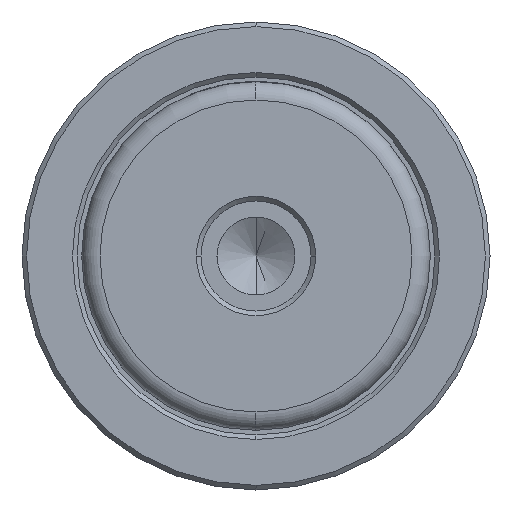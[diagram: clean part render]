
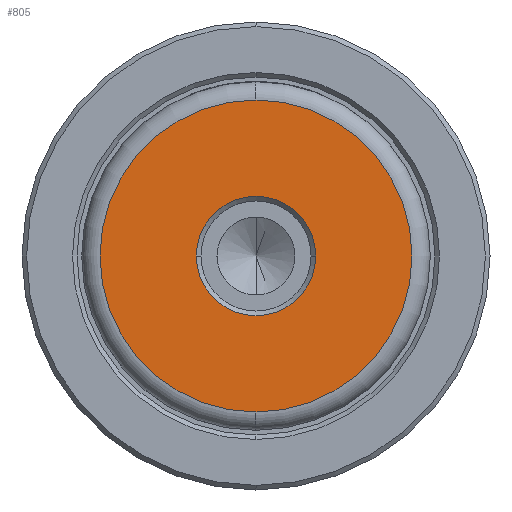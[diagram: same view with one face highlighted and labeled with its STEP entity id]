
A CAD part, left-side view. The second image highlights one B-rep face of the part: STEP entity #805.
In plain terms, the highlighted planar face has unit normal (-1, 0, 0).
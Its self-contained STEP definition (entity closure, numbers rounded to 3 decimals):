
#15 = EDGE_CURVE ( 'NONE', #45, #445, #429, .T. ) ;
#45 = VERTEX_POINT ( 'NONE', #1966 ) ;
#149 = DIRECTION ( 'NONE',  ( -1., 0., 0. ) ) ;
#237 = CIRCLE ( 'NONE', #2276, 6.5 ) ;
#271 = DIRECTION ( 'NONE',  ( -1., 0., 0. ) ) ;
#302 = DIRECTION ( 'NONE',  ( 1., 0., 0. ) ) ;
#417 = ORIENTED_EDGE ( 'NONE', *, *, #15, .T. ) ;
#429 = CIRCLE ( 'NONE', #1478, 16.997 ) ;
#445 = VERTEX_POINT ( 'NONE', #1332 ) ;
#464 = FACE_OUTER_BOUND ( 'NONE', #855, .T. ) ;
#502 = DIRECTION ( 'NONE',  ( -1., 0., 0. ) ) ;
#591 = VERTEX_POINT ( 'NONE', #1814 ) ;
#599 = EDGE_CURVE ( 'NONE', #445, #45, #1354, .T. ) ;
#686 = CARTESIAN_POINT ( 'NONE',  ( 0., 0., 0. ) ) ;
#731 = AXIS2_PLACEMENT_3D ( 'NONE', #1251, #149, #1452 ) ;
#805 = ADVANCED_FACE ( 'NONE', ( #2341, #464 ), #869, .T. ) ;
#855 = EDGE_LOOP ( 'NONE', ( #2363, #417 ) ) ;
#869 = PLANE ( 'NONE',  #1302 ) ;
#937 = ORIENTED_EDGE ( 'NONE', *, *, #1103, .T. ) ;
#1053 = CIRCLE ( 'NONE', #1209, 6.5 ) ;
#1063 = DIRECTION ( 'NONE',  ( 0., 0., 1. ) ) ;
#1081 = DIRECTION ( 'NONE',  ( 1., 0., 0. ) ) ;
#1103 = EDGE_CURVE ( 'NONE', #2374, #591, #237, .T. ) ;
#1209 = AXIS2_PLACEMENT_3D ( 'NONE', #2202, #1081, #2396 ) ;
#1251 = CARTESIAN_POINT ( 'NONE',  ( 0., 0., 0. ) ) ;
#1264 = CARTESIAN_POINT ( 'NONE',  ( 0., -6.5, 0. ) ) ;
#1302 = AXIS2_PLACEMENT_3D ( 'NONE', #686, #502, #1063 ) ;
#1332 = CARTESIAN_POINT ( 'NONE',  ( 0., 0., 16.997 ) ) ;
#1354 = CIRCLE ( 'NONE', #731, 16.997 ) ;
#1410 = CARTESIAN_POINT ( 'NONE',  ( 0., 0., 0. ) ) ;
#1444 = EDGE_CURVE ( 'NONE', #591, #2374, #1053, .T. ) ;
#1445 = ORIENTED_EDGE ( 'NONE', *, *, #1444, .T. ) ;
#1452 = DIRECTION ( 'NONE',  ( 0., 0., 1. ) ) ;
#1478 = AXIS2_PLACEMENT_3D ( 'NONE', #2116, #271, #1573 ) ;
#1573 = DIRECTION ( 'NONE',  ( 0., 0., 1. ) ) ;
#1600 = DIRECTION ( 'NONE',  ( 0., 0., 1. ) ) ;
#1729 = EDGE_LOOP ( 'NONE', ( #937, #1445 ) ) ;
#1814 = CARTESIAN_POINT ( 'NONE',  ( 0., 6.5, 0. ) ) ;
#1966 = CARTESIAN_POINT ( 'NONE',  ( 0., 0., -16.997 ) ) ;
#2116 = CARTESIAN_POINT ( 'NONE',  ( 0., 0., 0. ) ) ;
#2202 = CARTESIAN_POINT ( 'NONE',  ( 0., 0., 0. ) ) ;
#2276 = AXIS2_PLACEMENT_3D ( 'NONE', #1410, #302, #1600 ) ;
#2341 = FACE_BOUND ( 'NONE', #1729, .T. ) ;
#2363 = ORIENTED_EDGE ( 'NONE', *, *, #599, .T. ) ;
#2374 = VERTEX_POINT ( 'NONE', #1264 ) ;
#2396 = DIRECTION ( 'NONE',  ( 0., 0., 1. ) ) ;
